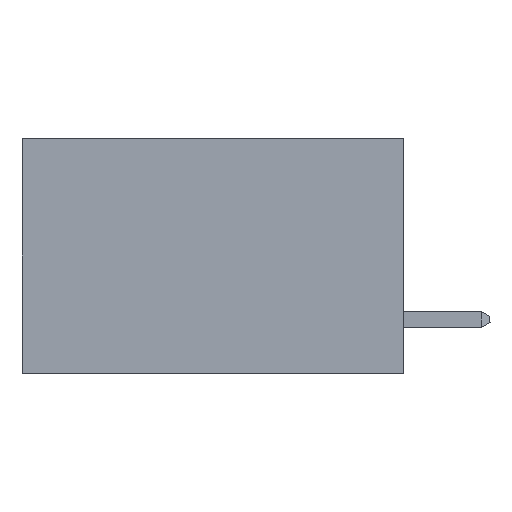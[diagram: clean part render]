
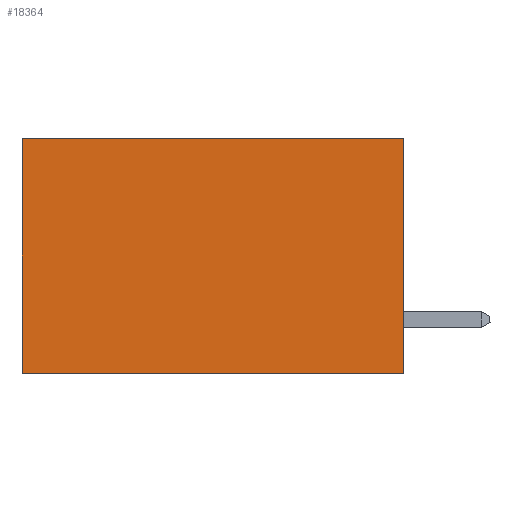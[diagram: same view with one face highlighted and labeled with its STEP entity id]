
A CAD part, left-side view. The second image highlights one B-rep face of the part: STEP entity #18364.
In plain terms, the highlighted planar face has unit normal (-1, 0, 0).
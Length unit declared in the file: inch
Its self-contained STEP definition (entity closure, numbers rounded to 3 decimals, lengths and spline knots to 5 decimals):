
#428 = LINE ( 'NONE', #22438, #43216 ) ;
#874 = DIRECTION ( 'NONE',  ( 0., 1., 0. ) ) ;
#1226 = VECTOR ( 'NONE', #21654, 39.37008 ) ;
#3171 = VERTEX_POINT ( 'NONE', #35752 ) ;
#3640 = FACE_OUTER_BOUND ( 'NONE', #28412, .T. ) ;
#3900 = ORIENTED_EDGE ( 'NONE', *, *, #5209, .T. ) ;
#4012 = PLANE ( 'NONE',  #22709 ) ;
#4214 = EDGE_CURVE ( 'NONE', #10085, #3171, #428, .T. ) ;
#5209 = EDGE_CURVE ( 'NONE', #24293, #39440, #26016, .T. ) ;
#5805 = ORIENTED_EDGE ( 'NONE', *, *, #4214, .F. ) ;
#6116 = ORIENTED_EDGE ( 'NONE', *, *, #25241, .F. ) ;
#6120 = VECTOR ( 'NONE', #7194, 39.37008 ) ;
#6848 = CARTESIAN_POINT ( 'NONE',  ( 0.2875, 0., 0. ) ) ;
#7194 = DIRECTION ( 'NONE',  ( 0., 0., -1. ) ) ;
#10085 = VERTEX_POINT ( 'NONE', #47657 ) ;
#11615 = LINE ( 'NONE', #6848, #1226 ) ;
#11934 = DIRECTION ( 'NONE',  ( 1., 0., 0. ) ) ;
#14235 = EDGE_CURVE ( 'NONE', #10085, #24293, #11615, .T. ) ;
#18364 = ADVANCED_FACE ( 'NONE', ( #3640 ), #4012, .F. ) ;
#18817 = DIRECTION ( 'NONE',  ( 0., 0., -1. ) ) ;
#21654 = DIRECTION ( 'NONE',  ( 0., 1., 0. ) ) ;
#22438 = CARTESIAN_POINT ( 'NONE',  ( 0.2875, 0., 0. ) ) ;
#22709 = AXIS2_PLACEMENT_3D ( 'NONE', #46550, #11934, #49681 ) ;
#23790 = ORIENTED_EDGE ( 'NONE', *, *, #14235, .T. ) ;
#24293 = VERTEX_POINT ( 'NONE', #26553 ) ;
#24366 = VECTOR ( 'NONE', #874, 39.37008 ) ;
#25241 = EDGE_CURVE ( 'NONE', #3171, #39440, #30512, .T. ) ;
#26016 = LINE ( 'NONE', #34617, #6120 ) ;
#26553 = CARTESIAN_POINT ( 'NONE',  ( 0.2875, 0.6, 0. ) ) ;
#27181 = CARTESIAN_POINT ( 'NONE',  ( 0.2875, 0.6, -0.37 ) ) ;
#28412 = EDGE_LOOP ( 'NONE', ( #3900, #6116, #5805, #23790 ) ) ;
#30512 = LINE ( 'NONE', #46937, #24366 ) ;
#34617 = CARTESIAN_POINT ( 'NONE',  ( 0.2875, 0.6, 0. ) ) ;
#35752 = CARTESIAN_POINT ( 'NONE',  ( 0.2875, 0., -0.37 ) ) ;
#39440 = VERTEX_POINT ( 'NONE', #27181 ) ;
#43216 = VECTOR ( 'NONE', #18817, 39.37008 ) ;
#46550 = CARTESIAN_POINT ( 'NONE',  ( 0.2875, 0., 0. ) ) ;
#46937 = CARTESIAN_POINT ( 'NONE',  ( 0.2875, 0., -0.37 ) ) ;
#47657 = CARTESIAN_POINT ( 'NONE',  ( 0.2875, 0., 0. ) ) ;
#49681 = DIRECTION ( 'NONE',  ( 0., 0., -1. ) ) ;
